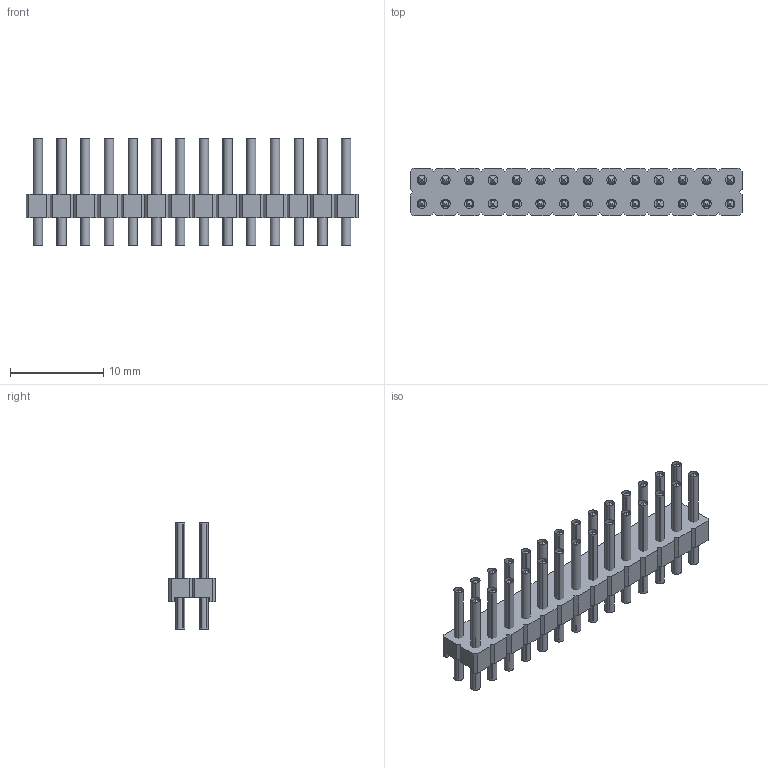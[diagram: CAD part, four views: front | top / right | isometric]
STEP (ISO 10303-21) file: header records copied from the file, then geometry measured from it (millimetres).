
FILE_DESCRIPTION(/* description */ ('-'),/* implementation_level */ '2;1');
FILE_NAME(/* name */ 'Stiftleiste, RM 2,54 mm - 6-3 mm, gerade - 2 x 14 - schwarz',/* time_stamp */ '2022-04-18T17:11:05+02:00',/* author */ ('c.wilms'),/* organization */ ('-'),/* preprocessor_version */ 'ST-DEVELOPER v16.7',/* originating_system */ 'Solid Edge',/* authorisation */ 'Unknown');
FILE_SCHEMA (('AUTOMOTIVE_DESIGN {1 0 10303 214 3 1 1}'));
Length unit declared in the file: millimetre
Products named in the file (3): Stiftleiste, RM 2,54 mm - 6-3 mm, gerade - 2 x 14 - schwarz; Stiftleiste, RM 2,54 mm - Stift -  6-3 mm, gerade; Stiftleiste, RM 2,54 mm - Träger - 2 x 14 - schwarz
Assembly tree (29 placements, depth 2):
  Stiftleiste, RM 2,54 mm - 6-3 mm, gerade - 2 x 14 - schwarz
    Stiftleiste, RM 2,54 mm - Stift -  6-3 mm, gerade  x28
    Stiftleiste, RM 2,54 mm - Träger - 2 x 14 - schwarz
Bounding box: 35.56 x 5.08 x 11.54 mm (x, y, z)
Volume: 488.7 mm3; surface area: 2540.4 mm2
Topology: 29 solids, 57 shells, 854 faces, 2388 edges, 1592 vertices
Faces by surface type: plane 602, cylinder 252
Full cylindrical faces by diameter (mm): 1 x28
Entity records: 11816 total; most frequent: CARTESIAN_POINT 2055, ORIENTED_EDGE 2018, DIRECTION 1994, EDGE_CURVE 1010, LINE 768, VECTOR 768, VERTEX_POINT 674, AXIS2_PLACEMENT_3D 613
